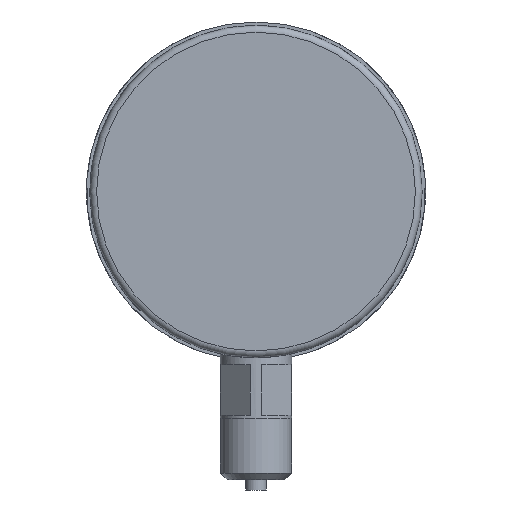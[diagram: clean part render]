
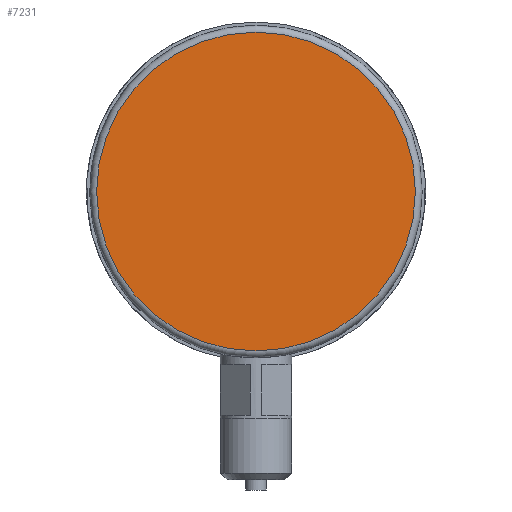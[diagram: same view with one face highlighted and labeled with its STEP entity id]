
A CAD part, left-side view. The second image highlights one B-rep face of the part: STEP entity #7231.
In plain terms, the highlighted planar face has unit normal (-1, 0, 0).
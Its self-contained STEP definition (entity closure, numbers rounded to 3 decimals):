
#98=CIRCLE('',#7725,47.);
#99=CIRCLE('',#7726,47.);
#608=FACE_OUTER_BOUND('',#1075,.T.);
#1075=EDGE_LOOP('',(#6436,#6437));
#3511=VERTEX_POINT('',#11666);
#3512=VERTEX_POINT('',#11668);
#4488=EDGE_CURVE('',#3511,#3512,#98,.T.);
#4489=EDGE_CURVE('',#3512,#3511,#99,.T.);
#6436=ORIENTED_EDGE('',*,*,#4489,.F.);
#6437=ORIENTED_EDGE('',*,*,#4488,.F.);
#6837=PLANE('',#7731);
#7231=ADVANCED_FACE('',(#608),#6837,.F.);
#7725=AXIS2_PLACEMENT_3D('',#11669,#9568,#9569);
#7726=AXIS2_PLACEMENT_3D('',#11670,#9570,#9571);
#7731=AXIS2_PLACEMENT_3D('',#11677,#9581,#9582);
#9568=DIRECTION('center_axis',(1.,0.,0.));
#9569=DIRECTION('ref_axis',(0.,-1.,0.));
#9570=DIRECTION('center_axis',(1.,0.,0.));
#9571=DIRECTION('ref_axis',(0.,-1.,0.));
#9581=DIRECTION('center_axis',(1.,0.,0.));
#9582=DIRECTION('ref_axis',(0.,0.,-1.));
#11666=CARTESIAN_POINT('',(0.,0.,47.));
#11668=CARTESIAN_POINT('',(0.,47.,0.));
#11669=CARTESIAN_POINT('Origin',(0.,0.,0.));
#11670=CARTESIAN_POINT('Origin',(0.,0.,0.));
#11677=CARTESIAN_POINT('Origin',(0.,0.,0.));
